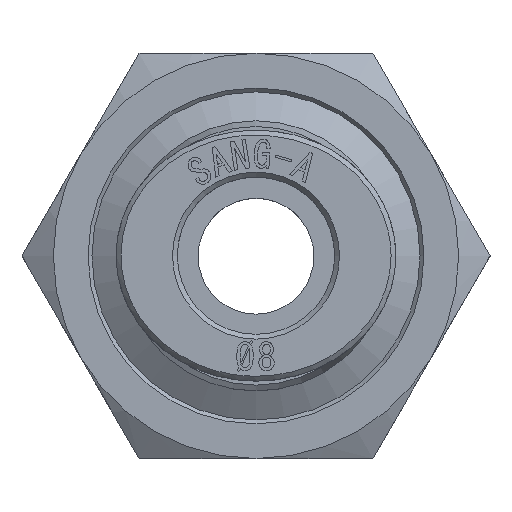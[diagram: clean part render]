
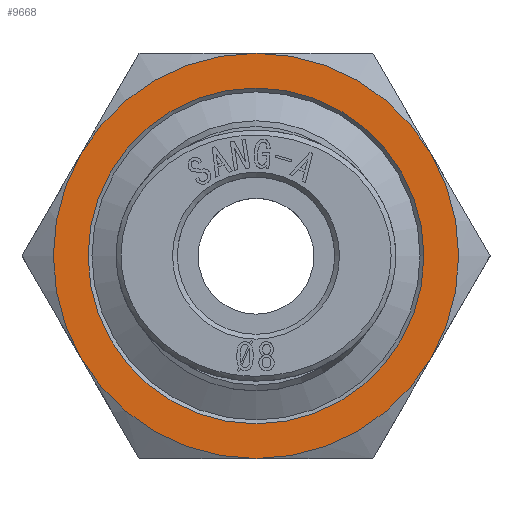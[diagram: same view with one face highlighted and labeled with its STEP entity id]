
A CAD part, top view. The second image highlights one B-rep face of the part: STEP entity #9668.
In plain terms, the highlighted planar face has unit normal (0, 0, 1).
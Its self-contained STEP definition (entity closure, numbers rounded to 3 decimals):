
#9592=CARTESIAN_POINT('',(8.7,0.,5.0));
#9593=VERTEX_POINT('',#9592);
#9594=CARTESIAN_POINT('',(0.0,0.0,5.0));
#9595=DIRECTION('',(0.0,0.0,1.0));
#9596=DIRECTION('',(-1.0,0.0,0.0));
#9597=AXIS2_PLACEMENT_3D('',#9594,#9595,#9596);
#9598=CIRCLE('',#9597,8.7);
#9599=EDGE_CURVE('',#9593,#9593,#9598,.T.);
#9604=CARTESIAN_POINT('',(0.0,0.,5.0));
#9605=DIRECTION('',(0.0,0.0,1.0));
#9606=DIRECTION('',(1.0,0.0,0.0));
#9607=AXIS2_PLACEMENT_3D('',#9604,#9605,#9606);
#9608=PLANE('',#9607);
#9609=CARTESIAN_POINT('',(9.093,-5.25,5.0));
#9610=VERTEX_POINT('',#9609);
#9611=CARTESIAN_POINT('',(9.093,5.25,5.0));
#9612=VERTEX_POINT('',#9611);
#9613=CARTESIAN_POINT('',(0.0,0.0,5.0));
#9614=DIRECTION('',(0.0,0.0,1.0));
#9615=DIRECTION('',(-1.0,0.0,0.0));
#9616=AXIS2_PLACEMENT_3D('',#9613,#9614,#9615);
#9617=CIRCLE('',#9616,10.5);
#9618=EDGE_CURVE('',#9610,#9612,#9617,.T.);
#9619=ORIENTED_EDGE('',*,*,#9618,.T.);
#9620=CARTESIAN_POINT('',(0.,10.5,5.0));
#9621=VERTEX_POINT('',#9620);
#9622=CARTESIAN_POINT('',(0.0,0.0,5.0));
#9623=DIRECTION('',(0.0,0.0,1.0));
#9624=DIRECTION('',(-1.0,0.0,0.0));
#9625=AXIS2_PLACEMENT_3D('',#9622,#9623,#9624);
#9626=CIRCLE('',#9625,10.5);
#9627=EDGE_CURVE('',#9612,#9621,#9626,.T.);
#9628=ORIENTED_EDGE('',*,*,#9627,.T.);
#9629=CARTESIAN_POINT('',(-9.093,5.25,5.0));
#9630=VERTEX_POINT('',#9629);
#9631=CARTESIAN_POINT('',(0.0,0.0,5.0));
#9632=DIRECTION('',(0.0,0.0,1.0));
#9633=DIRECTION('',(-1.0,0.0,0.0));
#9634=AXIS2_PLACEMENT_3D('',#9631,#9632,#9633);
#9635=CIRCLE('',#9634,10.5);
#9636=EDGE_CURVE('',#9621,#9630,#9635,.T.);
#9637=ORIENTED_EDGE('',*,*,#9636,.T.);
#9638=CARTESIAN_POINT('',(-9.093,-5.25,5.0));
#9639=VERTEX_POINT('',#9638);
#9640=CARTESIAN_POINT('',(0.0,0.0,5.0));
#9641=DIRECTION('',(0.0,0.0,1.0));
#9642=DIRECTION('',(-1.0,0.0,0.0));
#9643=AXIS2_PLACEMENT_3D('',#9640,#9641,#9642);
#9644=CIRCLE('',#9643,10.5);
#9645=EDGE_CURVE('',#9630,#9639,#9644,.T.);
#9646=ORIENTED_EDGE('',*,*,#9645,.T.);
#9647=CARTESIAN_POINT('',(0.0,-10.5,5.0));
#9648=VERTEX_POINT('',#9647);
#9649=CARTESIAN_POINT('',(0.0,0.0,5.0));
#9650=DIRECTION('',(0.0,0.0,1.0));
#9651=DIRECTION('',(-1.0,0.0,0.0));
#9652=AXIS2_PLACEMENT_3D('',#9649,#9650,#9651);
#9653=CIRCLE('',#9652,10.5);
#9654=EDGE_CURVE('',#9639,#9648,#9653,.T.);
#9655=ORIENTED_EDGE('',*,*,#9654,.T.);
#9656=CARTESIAN_POINT('',(0.0,0.0,5.0));
#9657=DIRECTION('',(0.0,0.0,1.0));
#9658=DIRECTION('',(-1.0,0.0,0.0));
#9659=AXIS2_PLACEMENT_3D('',#9656,#9657,#9658);
#9660=CIRCLE('',#9659,10.5);
#9661=EDGE_CURVE('',#9648,#9610,#9660,.T.);
#9662=ORIENTED_EDGE('',*,*,#9661,.T.);
#9663=EDGE_LOOP('',(#9619,#9628,#9637,#9646,#9655,#9662));
#9664=FACE_OUTER_BOUND('',#9663,.T.);
#9665=ORIENTED_EDGE('',*,*,#9599,.F.);
#9666=EDGE_LOOP('',(#9665));
#9667=FACE_BOUND('',#9666,.T.);
#9668=ADVANCED_FACE('',(#9664,#9667),#9608,.T.);
